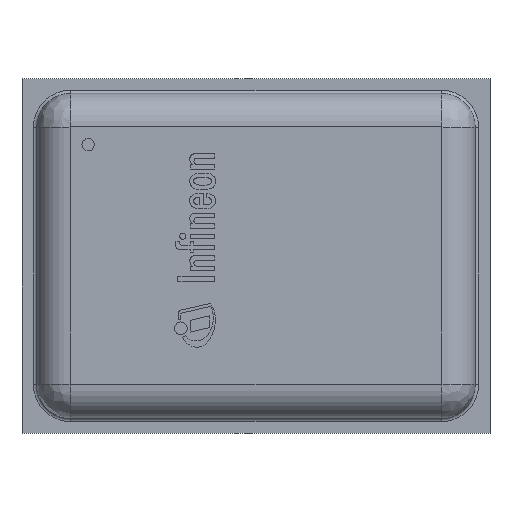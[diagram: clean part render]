
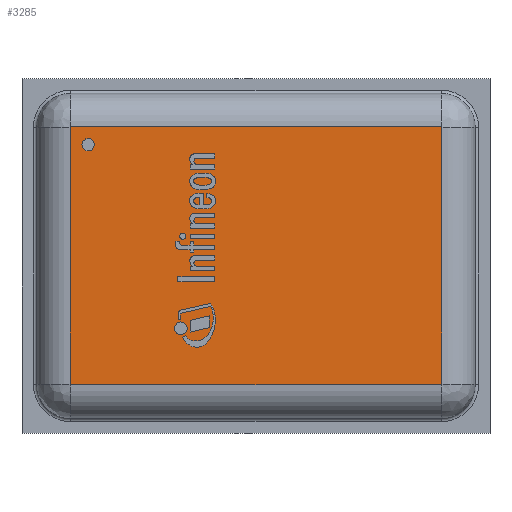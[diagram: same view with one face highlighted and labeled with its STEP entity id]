
A CAD part, top view. The second image highlights one B-rep face of the part: STEP entity #3285.
In plain terms, the highlighted planar face has unit normal (0, 0, 1).
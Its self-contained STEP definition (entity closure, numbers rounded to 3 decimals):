
#181=LINE('',#4742,#546);
#183=LINE('',#4776,#548);
#184=LINE('',#4781,#549);
#186=LINE('',#4812,#551);
#546=VECTOR('',#3874,1.);
#548=VECTOR('',#3892,1.);
#549=VECTOR('',#3897,1.);
#551=VECTOR('',#3913,1.);
#879=PLANE('',#3537);
#1020=FACE_BOUND('',#1297,.T.);
#1073=FACE_OUTER_BOUND('',#1296,.T.);
#1296=EDGE_LOOP('',(#2466,#2467,#2468,#2469,#2470,#2471,#2472,#2473));
#1297=EDGE_LOOP('',(#2474));
#1484=CIRCLE('',#3514,0.046);
#1490=CIRCLE('',#3522,0.005);
#1492=CIRCLE('',#3524,0.005);
#1498=CIRCLE('',#3532,0.005);
#1500=CIRCLE('',#3534,0.005);
#1582=VERTEX_POINT('',#4729);
#1584=VERTEX_POINT('',#4735);
#1587=VERTEX_POINT('',#4740);
#1588=VERTEX_POINT('',#4752);
#1591=VERTEX_POINT('',#4767);
#1592=VERTEX_POINT('',#4772);
#1595=VERTEX_POINT('',#4779);
#1596=VERTEX_POINT('',#4792);
#1599=VERTEX_POINT('',#4807);
#1906=EDGE_CURVE('',#1582,#1582,#1484,.T.);
#1911=EDGE_CURVE('',#1587,#1584,#181,.T.);
#1914=EDGE_CURVE('',#1584,#1588,#1490,.T.);
#1916=EDGE_CURVE('',#1591,#1587,#1492,.T.);
#1920=EDGE_CURVE('',#1588,#1592,#183,.T.);
#1922=EDGE_CURVE('',#1595,#1591,#184,.T.);
#1926=EDGE_CURVE('',#1592,#1596,#1498,.T.);
#1928=EDGE_CURVE('',#1599,#1595,#1500,.T.);
#1930=EDGE_CURVE('',#1596,#1599,#186,.T.);
#2466=ORIENTED_EDGE('',*,*,#1911,.F.);
#2467=ORIENTED_EDGE('',*,*,#1916,.F.);
#2468=ORIENTED_EDGE('',*,*,#1922,.F.);
#2469=ORIENTED_EDGE('',*,*,#1928,.F.);
#2470=ORIENTED_EDGE('',*,*,#1930,.F.);
#2471=ORIENTED_EDGE('',*,*,#1926,.F.);
#2472=ORIENTED_EDGE('',*,*,#1920,.F.);
#2473=ORIENTED_EDGE('',*,*,#1914,.F.);
#2474=ORIENTED_EDGE('',*,*,#1906,.T.);
#3285=ADVANCED_FACE('',(#1073,#1020),#879,.T.);
#3514=AXIS2_PLACEMENT_3D('',#4730,#3861,#3862);
#3522=AXIS2_PLACEMENT_3D('',#4756,#3879,#3880);
#3524=AXIS2_PLACEMENT_3D('',#4769,#3883,#3884);
#3532=AXIS2_PLACEMENT_3D('',#4796,#3903,#3904);
#3534=AXIS2_PLACEMENT_3D('',#4809,#3907,#3908);
#3537=AXIS2_PLACEMENT_3D('',#4814,#3915,#3916);
#3861=DIRECTION('center_axis',(0.,0.,-1.));
#3862=DIRECTION('ref_axis',(0.,-1.,0.));
#3874=DIRECTION('',(-1.,0.,0.));
#3879=DIRECTION('center_axis',(0.,0.,-1.));
#3880=DIRECTION('ref_axis',(-0.707,-0.707,0.));
#3883=DIRECTION('center_axis',(0.,0.,-1.));
#3884=DIRECTION('ref_axis',(0.707,-0.707,0.));
#3892=DIRECTION('',(0.,1.,0.));
#3897=DIRECTION('',(0.,-1.,0.));
#3903=DIRECTION('center_axis',(0.,0.,-1.));
#3904=DIRECTION('ref_axis',(-0.707,0.707,0.));
#3907=DIRECTION('center_axis',(0.,0.,-1.));
#3908=DIRECTION('ref_axis',(0.707,0.707,0.));
#3913=DIRECTION('',(1.,0.,0.));
#3915=DIRECTION('center_axis',(0.,0.,1.));
#3916=DIRECTION('ref_axis',(0.,1.,0.));
#4729=CARTESIAN_POINT('',(-1.256,0.877,1.06));
#4730=CARTESIAN_POINT('Origin',(-1.256,0.831,1.06));
#4735=CARTESIAN_POINT('',(-1.385,-0.965,1.06));
#4740=CARTESIAN_POINT('',(1.385,-0.965,1.06));
#4742=CARTESIAN_POINT('',(-0.692,-0.965,1.06));
#4752=CARTESIAN_POINT('',(-1.39,-0.96,1.06));
#4756=CARTESIAN_POINT('Origin',(-1.385,-0.96,1.06));
#4767=CARTESIAN_POINT('',(1.39,-0.96,1.06));
#4769=CARTESIAN_POINT('Origin',(1.385,-0.96,1.06));
#4772=CARTESIAN_POINT('',(-1.39,0.96,1.06));
#4776=CARTESIAN_POINT('',(-1.39,0.48,1.06));
#4779=CARTESIAN_POINT('',(1.39,0.96,1.06));
#4781=CARTESIAN_POINT('',(1.39,-0.48,1.06));
#4792=CARTESIAN_POINT('',(-1.385,0.965,1.06));
#4796=CARTESIAN_POINT('Origin',(-1.385,0.96,1.06));
#4807=CARTESIAN_POINT('',(1.385,0.965,1.06));
#4809=CARTESIAN_POINT('Origin',(1.385,0.96,1.06));
#4812=CARTESIAN_POINT('',(0.693,0.965,1.06));
#4814=CARTESIAN_POINT('Origin',(0.,0.,
1.06));
